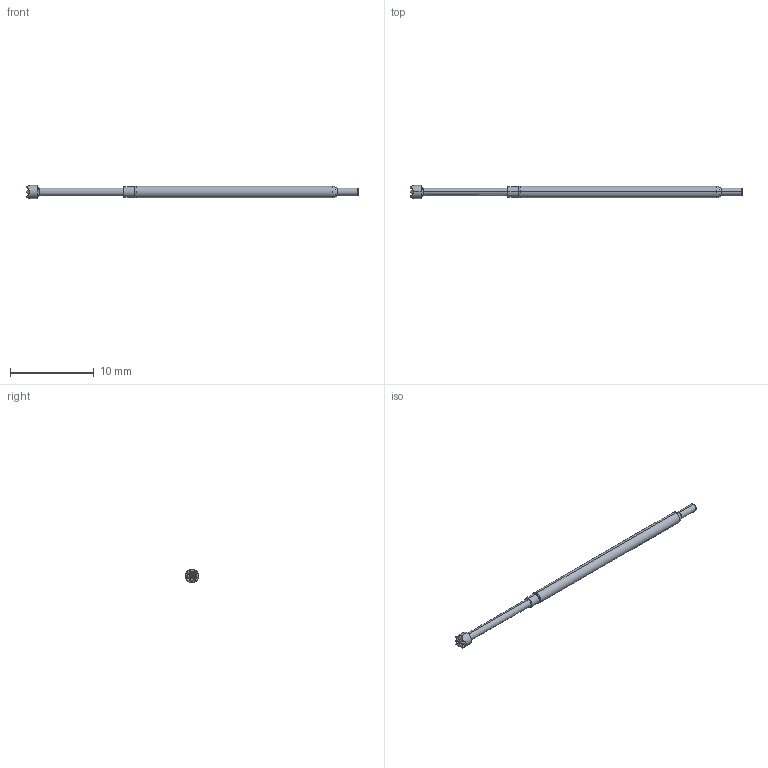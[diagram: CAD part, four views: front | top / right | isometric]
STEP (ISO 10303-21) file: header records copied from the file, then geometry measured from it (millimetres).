
FILE_DESCRIPTION (( 'STEP AP214' ), '1' );
FILE_NAME ('X75-PRP4009_.STEP', '2016-04-19T14:35:26', ( 'spare' ), ( '' ), 'SwSTEP 2.0', 'SolidWorks 2016', '' );
FILE_SCHEMA (( 'AUTOMOTIVE_DESIGN' ));
Length unit declared in the file: inch
Products named in the file (1): X75-PRP4009_
Bounding box: 39.62 x 1.57 x 1.57 mm (x, y, z)
Volume: 47.7 mm3; surface area: 156.8 mm2
Topology: 1 solids, 1 shells, 76 faces, 192 edges, 120 vertices
Faces by surface type: plane 48, torus 12, cylinder 8, cone 8
Entity records: 3282 total; most frequent: CARTESIAN_POINT 455, ORIENTED_EDGE 384, DIRECTION 374, EDGE_CURVE 192, AXIS2_PLACEMENT_3D 127, VECTOR 120, VERTEX_POINT 120, LINE 120
